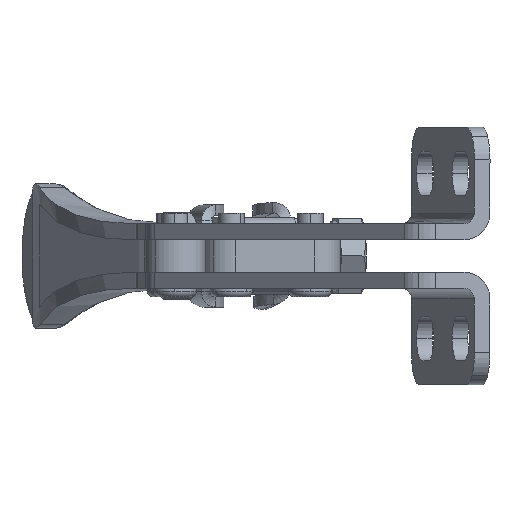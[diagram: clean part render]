
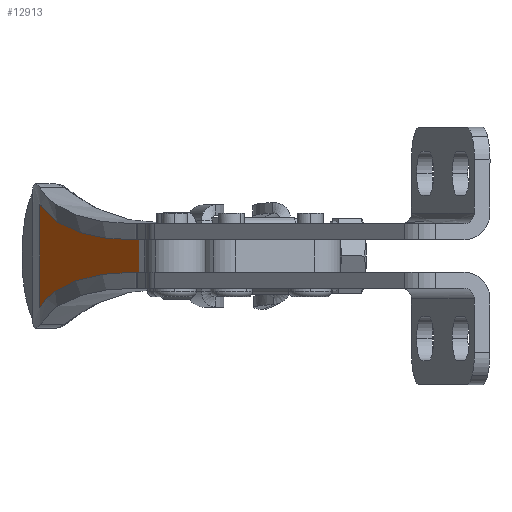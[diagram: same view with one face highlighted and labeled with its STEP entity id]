
A CAD part, front view. The second image highlights one B-rep face of the part: STEP entity #12913.
In plain terms, the highlighted planar face has unit normal (-0.784, -0.621, 0).
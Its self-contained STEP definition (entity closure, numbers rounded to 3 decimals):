
#11998=CARTESIAN_POINT('',(-30.911,40.117,12.493));
#11999=VERTEX_POINT('',#11998);
#12006=CARTESIAN_POINT('',(-34.619,44.801,12.493));
#12007=VERTEX_POINT('',#12006);
#12008=CARTESIAN_POINT('',(-34.619,44.801,12.493));
#12009=DIRECTION('',(0.621,-0.784,0.));
#12010=VECTOR('',#12009,5.973);
#12011=LINE('',#12008,#12010);
#12012=EDGE_CURVE('',#12007,#11999,#12011,.T.);
#12109=CARTESIAN_POINT('',(-34.619,44.801,15.493));
#12110=VERTEX_POINT('',#12109);
#12117=CARTESIAN_POINT('',(-30.911,40.117,15.493));
#12118=VERTEX_POINT('',#12117);
#12119=CARTESIAN_POINT('',(-30.911,40.117,15.493));
#12120=DIRECTION('',(-0.621,0.784,0.));
#12121=VECTOR('',#12120,5.973);
#12122=LINE('',#12119,#12121);
#12123=EDGE_CURVE('',#12118,#12110,#12122,.T.);
#12787=CARTESIAN_POINT('',(-46.401,59.682,9.23));
#12788=VERTEX_POINT('',#12787);
#12799=CARTESIAN_POINT('',(-46.401,59.682,9.23));
#12800=CARTESIAN_POINT('',(-45.855,58.993,9.541));
#12801=CARTESIAN_POINT('',(-44.811,57.673,10.092));
#12802=CARTESIAN_POINT('',(-43.576,56.114,10.64));
#12803=CARTESIAN_POINT('',(-42.564,54.835,11.038));
#12804=CARTESIAN_POINT('',(-41.885,53.978,11.279));
#12805=CARTESIAN_POINT('',(-41.033,52.902,11.55));
#12806=CARTESIAN_POINT('',(-40.35,52.039,11.743));
#12807=CARTESIAN_POINT('',(-39.495,50.96,11.952));
#12808=CARTESIAN_POINT('',(-38.812,50.096,12.095));
#12809=CARTESIAN_POINT('',(-37.96,49.021,12.242));
#12810=CARTESIAN_POINT('',(-37.282,48.164,12.335));
#12811=CARTESIAN_POINT('',(-36.44,47.101,12.422));
#12812=CARTESIAN_POINT('',(-35.605,46.046,12.478));
#12813=CARTESIAN_POINT('',(-34.946,45.213,12.493));
#12814=CARTESIAN_POINT('',(-34.619,44.801,12.493));
#12815=B_SPLINE_CURVE_WITH_KNOTS('',3,(#12799,#12800,#12801,#12802,#12803,#12804,#12805,#12806,#12807,#12808,#12809,#12810,#12811,#12812,#12813,#12814),.UNSPECIFIED.,.F.,.U.,(4,1,1,1,1,1,1,1,1,1,1,1,1,4),(5.891,6.151,6.382,6.459,6.612,6.689,6.843,6.92,7.073,7.15,7.304,7.381,7.534,7.688),.UNSPECIFIED.);
#12816=EDGE_CURVE('',#12788,#12007,#12815,.T.);
#12854=CARTESIAN_POINT('',(-46.401,59.682,18.757));
#12855=VERTEX_POINT('',#12854);
#12867=CARTESIAN_POINT('',(-34.619,44.801,15.493));
#12868=CARTESIAN_POINT('',(-35.272,45.626,15.493));
#12869=CARTESIAN_POINT('',(-36.436,47.095,15.545));
#12870=CARTESIAN_POINT('',(-37.79,48.806,15.715));
#12871=CARTESIAN_POINT('',(-38.812,50.096,15.891));
#12872=CARTESIAN_POINT('',(-39.495,50.96,16.034));
#12873=CARTESIAN_POINT('',(-40.35,52.039,16.244));
#12874=CARTESIAN_POINT('',(-41.033,52.902,16.436));
#12875=CARTESIAN_POINT('',(-41.885,53.978,16.707));
#12876=CARTESIAN_POINT('',(-42.564,54.835,16.948));
#12877=CARTESIAN_POINT('',(-43.407,55.901,17.28));
#12878=CARTESIAN_POINT('',(-44.077,56.747,17.569));
#12879=CARTESIAN_POINT('',(-44.907,57.795,17.959));
#12880=CARTESIAN_POINT('',(-45.628,58.706,18.325));
#12881=CARTESIAN_POINT('',(-46.177,59.399,18.629));
#12882=CARTESIAN_POINT('',(-46.401,59.682,18.757));
#12883=B_SPLINE_CURVE_WITH_KNOTS('',3,(#12867,#12868,#12869,#12870,#12871,#12872,#12873,#12874,#12875,#12876,#12877,#12878,#12879,#12880,#12881,#12882),.UNSPECIFIED.,.F.,.U.,(4,1,1,1,1,1,1,1,1,1,1,1,1,4),(4.,4.307,4.538,4.615,4.768,4.845,4.999,5.076,5.229,5.306,5.46,5.537,5.69,5.797),.UNSPECIFIED.);
#12884=EDGE_CURVE('',#12110,#12855,#12883,.T.);
#12890=CARTESIAN_POINT('',(-39.977,51.568,13.993));
#12891=DIRECTION('',(0.784,0.621,0.));
#12892=DIRECTION('',(0.0,0.0,-1.0));
#12893=AXIS2_PLACEMENT_3D('',#12890,#12891,#12892);
#12894=PLANE('',#12893);
#12895=CARTESIAN_POINT('',(-46.401,59.682,9.23));
#12896=DIRECTION('',(0.0,0.0,1.0));
#12897=VECTOR('',#12896,9.527);
#12898=LINE('',#12895,#12897);
#12899=EDGE_CURVE('',#12788,#12855,#12898,.T.);
#12900=ORIENTED_EDGE('',*,*,#12899,.F.);
#12901=ORIENTED_EDGE('',*,*,#12816,.T.);
#12902=ORIENTED_EDGE('',*,*,#12012,.T.);
#12903=CARTESIAN_POINT('',(-30.911,40.117,15.493));
#12904=DIRECTION('',(0.0,0.0,-1.0));
#12905=VECTOR('',#12904,3.);
#12906=LINE('',#12903,#12905);
#12907=EDGE_CURVE('',#12118,#11999,#12906,.T.);
#12908=ORIENTED_EDGE('',*,*,#12907,.F.);
#12909=ORIENTED_EDGE('',*,*,#12123,.T.);
#12910=ORIENTED_EDGE('',*,*,#12884,.T.);
#12911=EDGE_LOOP('',(#12900,#12901,#12902,#12908,#12909,#12910));
#12912=FACE_OUTER_BOUND('',#12911,.T.);
#12913=ADVANCED_FACE('',(#12912),#12894,.F.);
